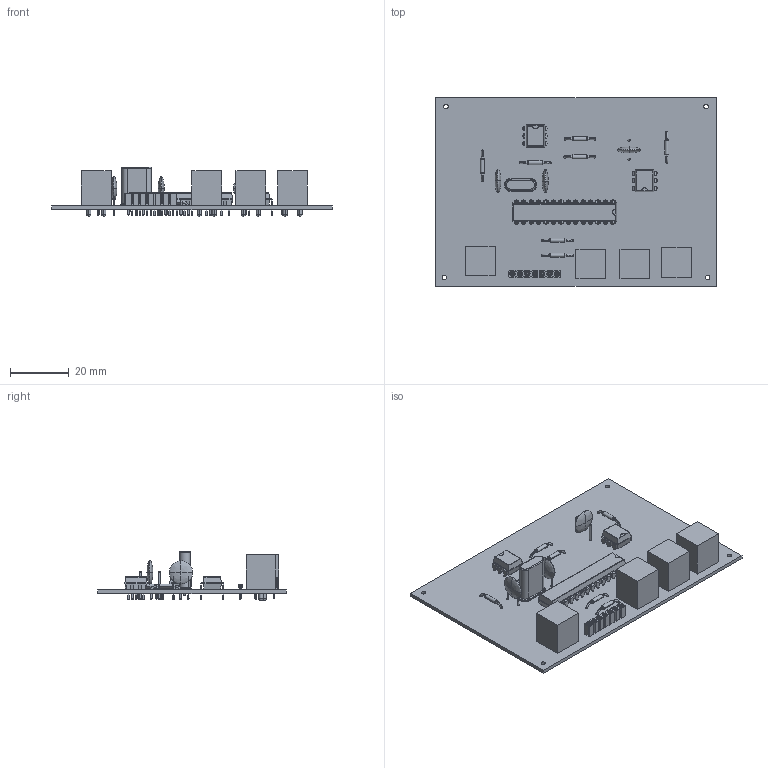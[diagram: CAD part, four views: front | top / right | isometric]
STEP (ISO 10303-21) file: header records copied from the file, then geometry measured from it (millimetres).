
FILE_DESCRIPTION(('PCB Model'),'2;1');
FILE_NAME('Placa Painel.STEP', '2021-04-27T10:19:46',('luiza'),('Unspecified'), 'Open CASCADE STEP processor 6.8','Proteus','Unknown');
FILE_SCHEMA(('CONFIG_CONTROL_DESIGN','SHAPE_APPEARANCE_LAYER_MIM'));
Length unit declared in the file: millimetre
Products named in the file (46): Open CASCADE STEP translator 6.8 3; Layer_1; ARDUINO; Open CASCADE STEP translator 6.8 3.2.1; Body_1; MPUS; Open CASCADE STEP translator 6.8 3.3.1; Pin_1; Pin_2; ENTRADAS_VEL_1/VEL_2; ALIM; R3; Open CASCADE STEP translator 6.8 3.6.1; C2; Open CASCADE STEP translator 6.8 3.7.1; C4; X3; Open CASCADE STEP translator 6.8 3.9.1; OPTO-VEL_2_LEFT; Open CASCADE STEP translator 6.8 3.10.1; OPTO-VEL_1_RIGHT; Open CASCADE STEP translator 6.8 3.11.1; RX-TX; R7; R1; R8; B1; Open CASCADE STEP translator 6.8 3.16.1; R9; J1; Open CASCADE STEP translator 6.8 3.18.1; R2; R4
Assembly tree (56 placements, depth 4):
  Open CASCADE STEP translator 6.8 3
    Layer_1
    ARDUINO
      Open CASCADE STEP translator 6.8 3.2.1
        Body_1
    MPUS
      Open CASCADE STEP translator 6.8 3.3.1
        Body_1
        Pin_1
        Pin_2
    ENTRADAS_VEL_1/VEL_2
      Open CASCADE STEP translator 6.8 3.3.1
        Body_1
        Pin_1
        Pin_2
    ALIM
      Open CASCADE STEP translator 6.8 3.3.1
        Body_1
        Pin_1
        Pin_2
    R3
      Open CASCADE STEP translator 6.8 3.6.1
        Body_1
        Pin_1
        Pin_2
    C2
      Open CASCADE STEP translator 6.8 3.7.1
        Body_1
        Pin_1
        Pin_2
    C4
      Open CASCADE STEP translator 6.8 3.7.1
        Body_1
        Pin_1
        Pin_2
    X3
      Open CASCADE STEP translator 6.8 3.9.1
        Body_1
    OPTO-VEL_2_LEFT
      Open CASCADE STEP translator 6.8 3.10.1
        Body_1
    OPTO-VEL_1_RIGHT
      Open CASCADE STEP translator 6.8 3.11.1
        Body_1
    RX-TX
      Open CASCADE STEP translator 6.8 3.3.1
        Body_1
        Pin_1
        Pin_2
    R7
      Open CASCADE STEP translator 6.8 3.6.1
        Body_1
        Pin_1
        Pin_2
    R1
      Open CASCADE STEP translator 6.8 3.6.1
        Body_1
        Pin_1
        Pin_2
    R8
Bounding box: 96 x 64.44 x 16.91 mm (x, y, z)
Volume: 14928.6 mm3; surface area: 19445.8 mm2
Topology: 48 solids, 48 shells, 1643 faces, 4239 edges, 2586 vertices
Faces by surface type: plane 787, cylinder 441, cone 140, sphere 119, bspline 80, torus 62, extrusion 14
Entity records: 51151 total; most frequent: CARTESIAN_POINT 8894, ORIENTED_EDGE 6510, DIRECTION 6475, EDGE_CURVE 3255, AXIS2_PLACEMENT_3D 2208, VERTEX_POINT 2092, VECTOR 2059, LINE 2057
